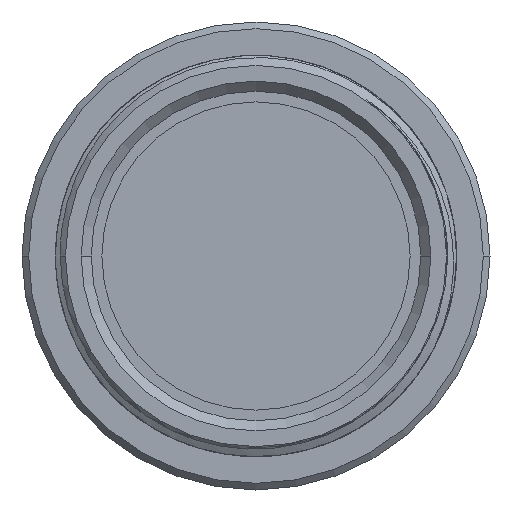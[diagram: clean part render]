
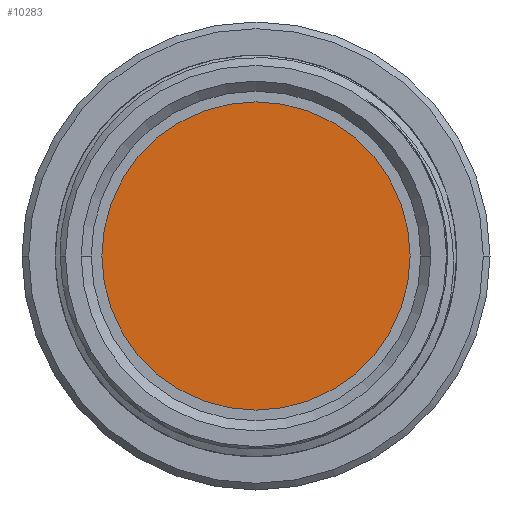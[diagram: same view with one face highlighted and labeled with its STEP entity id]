
A CAD part, front view. The second image highlights one B-rep face of the part: STEP entity #10283.
In plain terms, the highlighted planar face has unit normal (0, -1, 0).
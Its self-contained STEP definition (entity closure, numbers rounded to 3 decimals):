
#10216=CARTESIAN_POINT('',(0.,-9.486,0.));
#10217=DIRECTION('',(0.,1.,0.));
#10218=DIRECTION('',(-1.,0.,0.));
#10219=AXIS2_PLACEMENT_3D('',#10216,#10217,#10218);
#10221=CARTESIAN_POINT('',(0.,-9.486,0.));
#10222=DIRECTION('',(0.,-1.,0.));
#10223=DIRECTION('',(-1.,0.,0.));
#10224=AXIS2_PLACEMENT_3D('',#10221,#10222,#10223);
#10230=CARTESIAN_POINT('',(-4.61,-9.486,0.));
#10231=VERTEX_POINT('',#10230);
#10232=CARTESIAN_POINT('',(4.61,-9.486,0.));
#10233=VERTEX_POINT('',#10232);
#10274=CARTESIAN_POINT('',(0.,-9.486,0.));
#10275=DIRECTION('',(0.,-1.,0.));
#10276=DIRECTION('',(-1.,0.,0.));
#10277=AXIS2_PLACEMENT_3D('',#10274,#10275,#10276);
#10278=PLANE('',#10277);
#10279=ORIENTED_EDGE('',*,*,#10259,.T.);
#10280=ORIENTED_EDGE('',*,*,#10241,.F.);
#10281=EDGE_LOOP('',(#10279,#10280));
#10282=FACE_OUTER_BOUND('',#10281,.F.);
#10220=CIRCLE('',#10219,4.61);
#10225=CIRCLE('',#10224,4.61);
#10241=EDGE_CURVE('',#10231,#10233,#10225,.T.);
#10259=EDGE_CURVE('',#10231,#10233,#10220,.T.);
#10283=ADVANCED_FACE('',(#10282),#10278,.T.);
